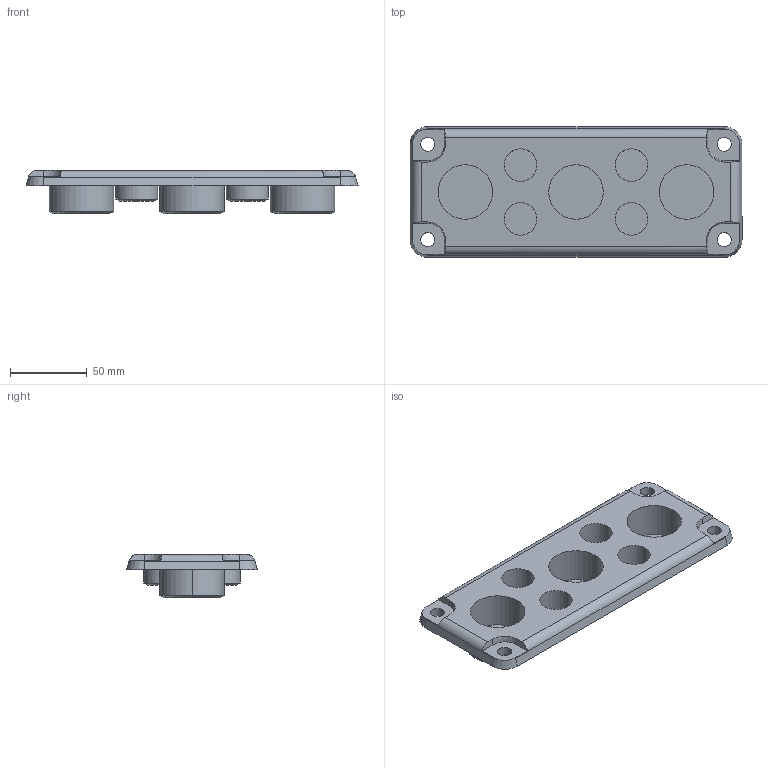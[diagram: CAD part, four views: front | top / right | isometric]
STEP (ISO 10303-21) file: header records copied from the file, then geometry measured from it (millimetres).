
FILE_DESCRIPTION (( 'STEP AP214' ), '1' );
FILE_NAME ('FIBOX MB10017.STEP', '2015-10-23T06:35:15', ( '' ), ( '' ), 'SwSTEP 2.0', 'SolidWorks 2014', '' );
FILE_SCHEMA (( 'AUTOMOTIVE_DESIGN' ));
Length unit declared in the file: millimetre
Products named in the file (1): FIBOX MB10017
Bounding box: 216 x 85 x 28 mm (x, y, z)
Volume: 124426.9 mm3; surface area: 71235.9 mm2
Topology: 1 solids, 1 shells, 119 faces, 292 edges, 190 vertices
Faces by surface type: plane 45, cylinder 40, cone 34
Entity records: 3598 total; most frequent: CARTESIAN_POINT 650, DIRECTION 642, ORIENTED_EDGE 584, EDGE_CURVE 292, AXIS2_PLACEMENT_3D 246, VERTEX_POINT 190, VECTOR 150, LINE 150
